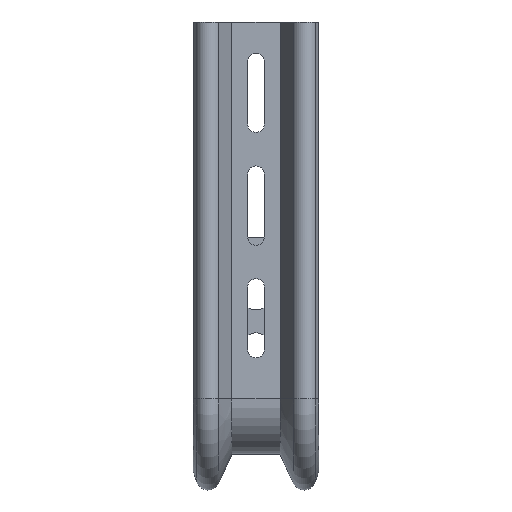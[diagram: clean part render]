
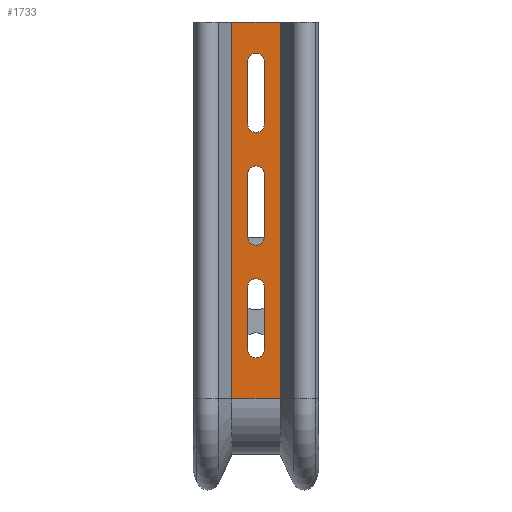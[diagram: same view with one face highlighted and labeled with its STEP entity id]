
A CAD part, front view. The second image highlights one B-rep face of the part: STEP entity #1733.
In plain terms, the highlighted planar face has unit normal (0, -1, 0).
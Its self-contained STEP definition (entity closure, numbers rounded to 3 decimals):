
#74=FACE_BOUND('',#277,.T.);
#75=FACE_BOUND('',#278,.T.);
#76=FACE_BOUND('',#279,.T.);
#92=CIRCLE('',#1869,3.5);
#93=CIRCLE('',#1870,3.5);
#94=CIRCLE('',#1871,3.5);
#95=CIRCLE('',#1872,3.5);
#96=CIRCLE('',#1873,3.5);
#97=CIRCLE('',#1874,3.5);
#168=FACE_OUTER_BOUND('',#276,.T.);
#276=EDGE_LOOP('',(#1118,#1119,#1120,#1121));
#277=EDGE_LOOP('',(#1122,#1123,#1124,#1125));
#278=EDGE_LOOP('',(#1126,#1127,#1128,#1129));
#279=EDGE_LOOP('',(#1130,#1131,#1132,#1133));
#401=LINE('',#2623,#563);
#402=LINE('',#2625,#564);
#403=LINE('',#2627,#565);
#404=LINE('',#2628,#566);
#405=LINE('',#2633,#567);
#406=LINE('',#2636,#568);
#407=LINE('',#2641,#569);
#408=LINE('',#2644,#570);
#409=LINE('',#2649,#571);
#410=LINE('',#2652,#572);
#563=VECTOR('',#2083,10.);
#564=VECTOR('',#2084,10.);
#565=VECTOR('',#2085,23.);
#566=VECTOR('',#2086,10.);
#567=VECTOR('',#2089,10.);
#568=VECTOR('',#2092,10.);
#569=VECTOR('',#2095,10.);
#570=VECTOR('',#2098,10.);
#571=VECTOR('',#2101,10.);
#572=VECTOR('',#2104,10.);
#730=VERTEX_POINT('',#2621);
#731=VERTEX_POINT('',#2622);
#732=VERTEX_POINT('',#2624);
#733=VERTEX_POINT('',#2626);
#734=VERTEX_POINT('',#2629);
#735=VERTEX_POINT('',#2630);
#736=VERTEX_POINT('',#2632);
#737=VERTEX_POINT('',#2634);
#738=VERTEX_POINT('',#2637);
#739=VERTEX_POINT('',#2638);
#740=VERTEX_POINT('',#2640);
#741=VERTEX_POINT('',#2642);
#742=VERTEX_POINT('',#2645);
#743=VERTEX_POINT('',#2646);
#744=VERTEX_POINT('',#2648);
#745=VERTEX_POINT('',#2650);
#873=EDGE_CURVE('',#730,#731,#401,.T.);
#874=EDGE_CURVE('',#730,#732,#402,.T.);
#875=EDGE_CURVE('',#732,#733,#403,.T.);
#876=EDGE_CURVE('',#733,#731,#404,.T.);
#877=EDGE_CURVE('',#734,#735,#92,.T.);
#878=EDGE_CURVE('',#735,#736,#405,.T.);
#879=EDGE_CURVE('',#736,#737,#93,.T.);
#880=EDGE_CURVE('',#737,#734,#406,.T.);
#881=EDGE_CURVE('',#738,#739,#94,.T.);
#882=EDGE_CURVE('',#739,#740,#407,.T.);
#883=EDGE_CURVE('',#740,#741,#95,.T.);
#884=EDGE_CURVE('',#741,#738,#408,.T.);
#885=EDGE_CURVE('',#742,#743,#96,.T.);
#886=EDGE_CURVE('',#743,#744,#409,.T.);
#887=EDGE_CURVE('',#744,#745,#97,.T.);
#888=EDGE_CURVE('',#745,#742,#410,.T.);
#1118=ORIENTED_EDGE('',*,*,#873,.F.);
#1119=ORIENTED_EDGE('',*,*,#874,.T.);
#1120=ORIENTED_EDGE('',*,*,#875,.T.);
#1121=ORIENTED_EDGE('',*,*,#876,.T.);
#1122=ORIENTED_EDGE('',*,*,#877,.T.);
#1123=ORIENTED_EDGE('',*,*,#878,.T.);
#1124=ORIENTED_EDGE('',*,*,#879,.T.);
#1125=ORIENTED_EDGE('',*,*,#880,.T.);
#1126=ORIENTED_EDGE('',*,*,#881,.T.);
#1127=ORIENTED_EDGE('',*,*,#882,.T.);
#1128=ORIENTED_EDGE('',*,*,#883,.T.);
#1129=ORIENTED_EDGE('',*,*,#884,.T.);
#1130=ORIENTED_EDGE('',*,*,#885,.T.);
#1131=ORIENTED_EDGE('',*,*,#886,.T.);
#1132=ORIENTED_EDGE('',*,*,#887,.T.);
#1133=ORIENTED_EDGE('',*,*,#888,.T.);
#1579=PLANE('',#1868);
#1733=ADVANCED_FACE('',(#168,#74,#75,#76),#1579,.T.);
#1868=AXIS2_PLACEMENT_3D('',#2620,#2081,#2082);
#1869=AXIS2_PLACEMENT_3D('',#2631,#2087,#2088);
#1870=AXIS2_PLACEMENT_3D('',#2635,#2090,#2091);
#1871=AXIS2_PLACEMENT_3D('',#2639,#2093,#2094);
#1872=AXIS2_PLACEMENT_3D('',#2643,#2096,#2097);
#1873=AXIS2_PLACEMENT_3D('',#2647,#2099,#2100);
#1874=AXIS2_PLACEMENT_3D('',#2651,#2102,#2103);
#2081=DIRECTION('center_axis',(0.,-1.,0.));
#2082=DIRECTION('ref_axis',(-1.,0.,0.));
#2083=DIRECTION('',(1.,0.,0.));
#2084=DIRECTION('',(0.,0.,-1.));
#2085=DIRECTION('',(1.,0.,0.));
#2086=DIRECTION('',(0.,0.,1.));
#2087=DIRECTION('center_axis',(0.,1.,0.));
#2088=DIRECTION('ref_axis',(1.,0.,0.));
#2089=DIRECTION('',(0.,0.,-1.));
#2090=DIRECTION('center_axis',(0.,1.,0.));
#2091=DIRECTION('ref_axis',(-1.,0.,0.));
#2092=DIRECTION('',(0.,0.,1.));
#2093=DIRECTION('center_axis',(0.,1.,0.));
#2094=DIRECTION('ref_axis',(-1.,0.,0.));
#2095=DIRECTION('',(0.,0.,1.));
#2096=DIRECTION('center_axis',(0.,1.,0.));
#2097=DIRECTION('ref_axis',(1.,0.,0.));
#2098=DIRECTION('',(0.,0.,-1.));
#2099=DIRECTION('center_axis',(0.,1.,0.));
#2100=DIRECTION('ref_axis',(1.,0.,0.));
#2101=DIRECTION('',(0.,0.,-1.));
#2102=DIRECTION('center_axis',(0.,1.,0.));
#2103=DIRECTION('ref_axis',(-1.,0.,0.));
#2104=DIRECTION('',(0.,0.,1.));
#2620=CARTESIAN_POINT('Origin',(8.71,0.,0.));
#2621=CARTESIAN_POINT('',(-10.002,0.,0.));
#2622=CARTESIAN_POINT('',(10.002,0.,0.));
#2623=CARTESIAN_POINT('',(0.,0.,0.));
#2624=CARTESIAN_POINT('',(-10.002,0.,-157.01));
#2625=CARTESIAN_POINT('',(-10.002,0.,0.));
#2626=CARTESIAN_POINT('',(10.002,0.,-157.01));
#2627=CARTESIAN_POINT('',(4.355,0.,-157.01));
#2628=CARTESIAN_POINT('',(10.002,0.,0.));
#2629=CARTESIAN_POINT('',(-3.5,0.,-110.5));
#2630=CARTESIAN_POINT('',(3.5,0.,-110.5));
#2631=CARTESIAN_POINT('Origin',(0.,0.,-110.5));
#2632=CARTESIAN_POINT('',(3.5,0.,-136.5));
#2633=CARTESIAN_POINT('',(3.5,0.,-68.25));
#2634=CARTESIAN_POINT('',(-3.5,0.,-136.5));
#2635=CARTESIAN_POINT('Origin',(0.,0.,-136.5));
#2636=CARTESIAN_POINT('',(-3.5,0.,-55.25));
#2637=CARTESIAN_POINT('',(3.5,0.,-89.5));
#2638=CARTESIAN_POINT('',(-3.5,0.,-89.5));
#2639=CARTESIAN_POINT('Origin',(0.,0.,-89.5));
#2640=CARTESIAN_POINT('',(-3.5,0.,-63.5));
#2641=CARTESIAN_POINT('',(-3.5,0.,-31.75));
#2642=CARTESIAN_POINT('',(3.5,0.,-63.5));
#2643=CARTESIAN_POINT('Origin',(0.,0.,-63.5));
#2644=CARTESIAN_POINT('',(3.5,0.,-44.75));
#2645=CARTESIAN_POINT('',(-3.5,0.,-16.5));
#2646=CARTESIAN_POINT('',(3.5,0.,-16.5));
#2647=CARTESIAN_POINT('Origin',(0.,0.,-16.5));
#2648=CARTESIAN_POINT('',(3.5,0.,-42.5));
#2649=CARTESIAN_POINT('',(3.5,0.,-21.25));
#2650=CARTESIAN_POINT('',(-3.5,0.,-42.5));
#2651=CARTESIAN_POINT('Origin',(0.,0.,-42.5));
#2652=CARTESIAN_POINT('',(-3.5,0.,-8.25));
